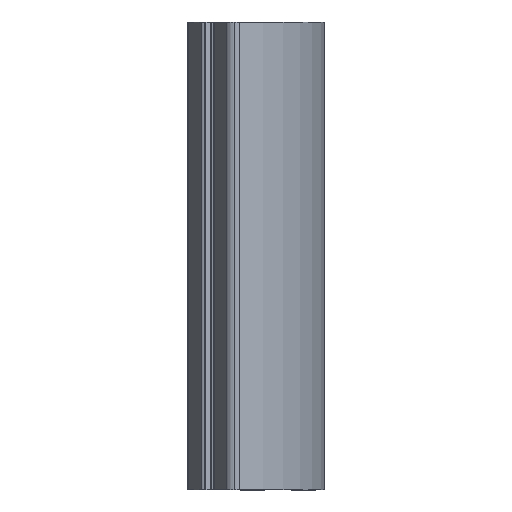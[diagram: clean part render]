
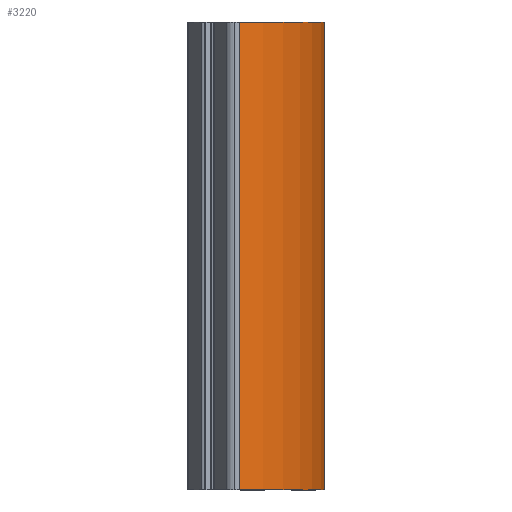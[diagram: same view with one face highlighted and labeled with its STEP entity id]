
A CAD part, top view. The second image highlights one B-rep face of the part: STEP entity #3220.
In plain terms, the highlighted cylindrical face has radius 80 mm (diameter 160 mm), a partial arc.
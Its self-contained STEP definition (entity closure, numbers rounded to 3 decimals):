
#16 = VERTEX_POINT ( 'NONE', #473 ) ;
#46 = EDGE_CURVE ( 'NONE', #3282, #16, #1439, .T. ) ;
#159 = ORIENTED_EDGE ( 'NONE', *, *, #3451, .T. ) ;
#177 = DIRECTION ( 'NONE',  ( 0., -1., 0. ) ) ;
#241 = AXIS2_PLACEMENT_3D ( 'NONE', #1170, #3808, #4151 ) ;
#299 = ORIENTED_EDGE ( 'NONE', *, *, #1086, .T. ) ;
#308 = CARTESIAN_POINT ( 'NONE',  ( 27.927, 0., -25.789 ) ) ;
#332 = DIRECTION ( 'NONE',  ( 0., 0., 1. ) ) ;
#340 = EDGE_LOOP ( 'NONE', ( #159, #1425, #1704, #299 ) ) ;
#473 = CARTESIAN_POINT ( 'NONE',  ( -8.371, 200., 37.081 ) ) ;
#733 = FACE_OUTER_BOUND ( 'NONE', #340, .T. ) ;
#746 = AXIS2_PLACEMENT_3D ( 'NONE', #989, #3301, #332 ) ;
#989 = CARTESIAN_POINT ( 'NONE',  ( -51.962, 0., -30. ) ) ;
#1086 = EDGE_CURVE ( 'NONE', #16, #3596, #1950, .T. ) ;
#1111 = VECTOR ( 'NONE', #4318, 1000. ) ;
#1138 = CARTESIAN_POINT ( 'NONE',  ( -51.962, 200., -30. ) ) ;
#1170 = CARTESIAN_POINT ( 'NONE',  ( -51.962, 0., -30. ) ) ;
#1185 = CARTESIAN_POINT ( 'NONE',  ( 27.927, 200., -25.789 ) ) ;
#1381 = CARTESIAN_POINT ( 'NONE',  ( 27.927, 0., -25.789 ) ) ;
#1425 = ORIENTED_EDGE ( 'NONE', *, *, #3771, .T. ) ;
#1439 = CIRCLE ( 'NONE', #2266, 80. ) ;
#1704 = ORIENTED_EDGE ( 'NONE', *, *, #46, .T. ) ;
#1801 = CARTESIAN_POINT ( 'NONE',  ( -8.371, 0., 37.081 ) ) ;
#1950 = LINE ( 'NONE', #3278, #1111 ) ;
#1976 = VECTOR ( 'NONE', #2000, 1000. ) ;
#2000 = DIRECTION ( 'NONE',  ( 0., 1., 0. ) ) ;
#2266 = AXIS2_PLACEMENT_3D ( 'NONE', #1138, #177, #3810 ) ;
#2759 = CYLINDRICAL_SURFACE ( 'NONE', #241, 80. ) ;
#2962 = CIRCLE ( 'NONE', #746, 80. ) ;
#3220 = ADVANCED_FACE ( 'NONE', ( #733 ), #2759, .T. ) ;
#3278 = CARTESIAN_POINT ( 'NONE',  ( -8.371, 0., 37.081 ) ) ;
#3282 = VERTEX_POINT ( 'NONE', #1185 ) ;
#3301 = DIRECTION ( 'NONE',  ( 0., 1., 0. ) ) ;
#3451 = EDGE_CURVE ( 'NONE', #3596, #4209, #2962, .T. ) ;
#3596 = VERTEX_POINT ( 'NONE', #1801 ) ;
#3771 = EDGE_CURVE ( 'NONE', #4209, #3282, #4204, .T. ) ;
#3808 = DIRECTION ( 'NONE',  ( 0., 1., 0. ) ) ;
#3810 = DIRECTION ( 'NONE',  ( 0., 0., 1. ) ) ;
#4151 = DIRECTION ( 'NONE',  ( 0., 0., 1. ) ) ;
#4204 = LINE ( 'NONE', #308, #1976 ) ;
#4209 = VERTEX_POINT ( 'NONE', #1381 ) ;
#4318 = DIRECTION ( 'NONE',  ( 0., -1., 0. ) ) ;
